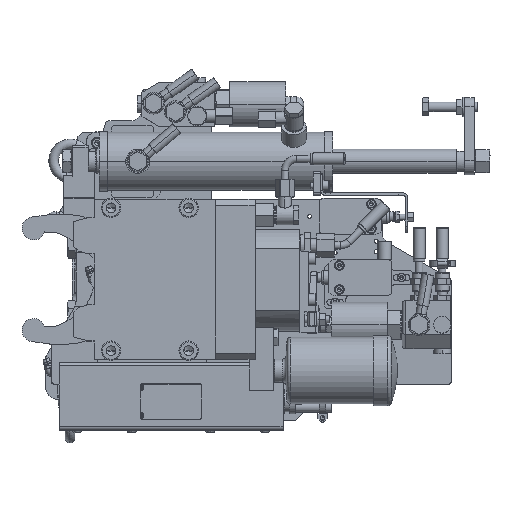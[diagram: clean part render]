
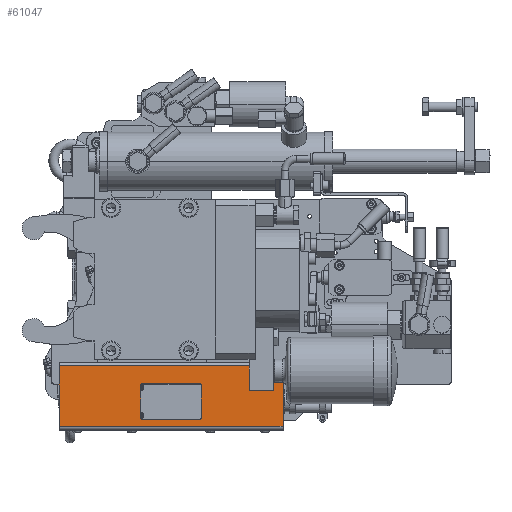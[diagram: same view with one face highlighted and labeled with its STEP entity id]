
A CAD part, top view. The second image highlights one B-rep face of the part: STEP entity #61047.
In plain terms, the highlighted planar face has unit normal (0, 0, 1).
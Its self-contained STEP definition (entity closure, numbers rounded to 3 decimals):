
#4324=DIRECTION('',(1.,0.,0.));
#4325=VECTOR('',#4324,185.);
#4326=CARTESIAN_POINT('',(-79.,-121.5,185.));
#4327=LINE('',#4326,#4325);
#4342=DIRECTION('',(0.,1.,0.));
#4343=VECTOR('',#4342,50.);
#4344=CARTESIAN_POINT('',(106.,-121.5,185.));
#4345=LINE('',#4344,#4343);
#4346=DIRECTION('',(0.,-1.,0.));
#4347=VECTOR('',#4346,50.);
#4348=CARTESIAN_POINT('',(-79.,-71.5,185.));
#4349=LINE('',#4348,#4347);
#4350=DIRECTION('',(-1.,0.,0.));
#4351=VECTOR('',#4350,46.);
#4352=CARTESIAN_POINT('',(36.5,-116.,185.));
#4353=LINE('',#4352,#4351);
#4354=DIRECTION('',(0.,-1.,0.));
#4355=VECTOR('',#4354,26.);
#4356=CARTESIAN_POINT('',(38.5,-88.,185.));
#4357=LINE('',#4356,#4355);
#4358=DIRECTION('',(1.,0.,0.));
#4359=VECTOR('',#4358,46.);
#4360=CARTESIAN_POINT('',(-9.5,-86.,185.));
#4361=LINE('',#4360,#4359);
#4362=DIRECTION('',(0.,1.,0.));
#4363=VECTOR('',#4362,26.);
#4364=CARTESIAN_POINT('',(-11.5,-114.,185.));
#4365=LINE('',#4364,#4363);
#4383=DIRECTION('',(1.,0.,0.));
#4384=VECTOR('',#4383,185.);
#4385=CARTESIAN_POINT('',(-79.,-71.5,185.));
#4386=LINE('',#4385,#4384);
#4490=CARTESIAN_POINT('',(36.5,-114.,185.));
#4491=DIRECTION('',(0.,0.,-1.));
#4492=DIRECTION('',(1.,0.,0.));
#4493=AXIS2_PLACEMENT_3D('',#4490,#4491,#4492);
#4551=CARTESIAN_POINT('',(36.5,-88.,185.));
#4552=DIRECTION('',(0.,0.,-1.));
#4553=DIRECTION('',(0.,1.,0.));
#4554=AXIS2_PLACEMENT_3D('',#4551,#4552,#4553);
#4564=CARTESIAN_POINT('',(-9.5,-88.,185.));
#4565=DIRECTION('',(0.,0.,-1.));
#4566=DIRECTION('',(-1.,0.,0.));
#4567=AXIS2_PLACEMENT_3D('',#4564,#4565,#4566);
#4974=CARTESIAN_POINT('',(-9.5,-114.,185.));
#4975=DIRECTION('',(0.,0.,-1.));
#4976=DIRECTION('',(0.,-1.,0.));
#4977=AXIS2_PLACEMENT_3D('',#4974,#4975,#4976);
#56116=CARTESIAN_POINT('',(-79.,-121.5,185.));
#56117=CARTESIAN_POINT('',(106.,-121.5,185.));
#56118=VERTEX_POINT('',#56116);
#56119=VERTEX_POINT('',#56117);
#56143=CARTESIAN_POINT('',(36.5,-86.,185.));
#56145=VERTEX_POINT('',#56143);
#56147=CARTESIAN_POINT('',(36.5,-116.,185.));
#56149=VERTEX_POINT('',#56147);
#56151=CARTESIAN_POINT('',(-9.5,-116.,185.));
#56153=VERTEX_POINT('',#56151);
#56155=CARTESIAN_POINT('',(-9.5,-86.,185.));
#56157=VERTEX_POINT('',#56155);
#56158=CARTESIAN_POINT('',(38.5,-88.,185.));
#56159=CARTESIAN_POINT('',(38.5,-114.,185.));
#56160=VERTEX_POINT('',#56158);
#56161=VERTEX_POINT('',#56159);
#56162=CARTESIAN_POINT('',(-11.5,-114.,185.));
#56163=CARTESIAN_POINT('',(-11.5,-88.,185.));
#56164=VERTEX_POINT('',#56162);
#56165=VERTEX_POINT('',#56163);
#56172=CARTESIAN_POINT('',(106.,-71.5,185.));
#56173=VERTEX_POINT('',#56172);
#56174=CARTESIAN_POINT('',(-79.,-71.5,185.));
#56175=VERTEX_POINT('',#56174);
#61016=CARTESIAN_POINT('',(106.,-124.5,185.));
#61017=DIRECTION('',(0.,0.,1.));
#61018=DIRECTION('',(1.,0.,0.));
#61019=AXIS2_PLACEMENT_3D('',#61016,#61017,#61018);
#61020=PLANE('',#61019);
#61022=ORIENTED_EDGE('',*,*,#61021,.F.);
#61023=ORIENTED_EDGE('',*,*,#61006,.F.);
#61024=ORIENTED_EDGE('',*,*,#60861,.F.);
#61026=ORIENTED_EDGE('',*,*,#61025,.T.);
#61027=EDGE_LOOP('',(#61022,#61023,#61024,#61026));
#61028=FACE_OUTER_BOUND('',#61027,.F.);
#61030=ORIENTED_EDGE('',*,*,#61029,.F.);
#61032=ORIENTED_EDGE('',*,*,#61031,.F.);
#61034=ORIENTED_EDGE('',*,*,#61033,.F.);
#61036=ORIENTED_EDGE('',*,*,#61035,.F.);
#61038=ORIENTED_EDGE('',*,*,#61037,.F.);
#61040=ORIENTED_EDGE('',*,*,#61039,.F.);
#61042=ORIENTED_EDGE('',*,*,#61041,.F.);
#61044=ORIENTED_EDGE('',*,*,#61043,.F.);
#61045=EDGE_LOOP('',(#61030,#61032,#61034,#61036,#61038,#61040,#61042,#61044));
#61046=FACE_BOUND('',#61045,.F.);
#61047=ADVANCED_FACE('',(#61028,#61046),#61020,.T.);
#4494=CIRCLE('',#4493,2.);
#4555=CIRCLE('',#4554,2.);
#4568=CIRCLE('',#4567,2.);
#4978=CIRCLE('',#4977,2.);
#60861=EDGE_CURVE('',#56175,#56118,#4349,.T.);
#61006=EDGE_CURVE('',#56118,#56119,#4327,.T.);
#61021=EDGE_CURVE('',#56119,#56173,#4345,.T.);
#61025=EDGE_CURVE('',#56175,#56173,#4386,.T.);
#61029=EDGE_CURVE('',#56149,#56153,#4353,.T.);
#61031=EDGE_CURVE('',#56161,#56149,#4494,.T.);
#61033=EDGE_CURVE('',#56160,#56161,#4357,.T.);
#61035=EDGE_CURVE('',#56145,#56160,#4555,.T.);
#61037=EDGE_CURVE('',#56157,#56145,#4361,.T.);
#61039=EDGE_CURVE('',#56165,#56157,#4568,.T.);
#61041=EDGE_CURVE('',#56164,#56165,#4365,.T.);
#61043=EDGE_CURVE('',#56153,#56164,#4978,.T.);
